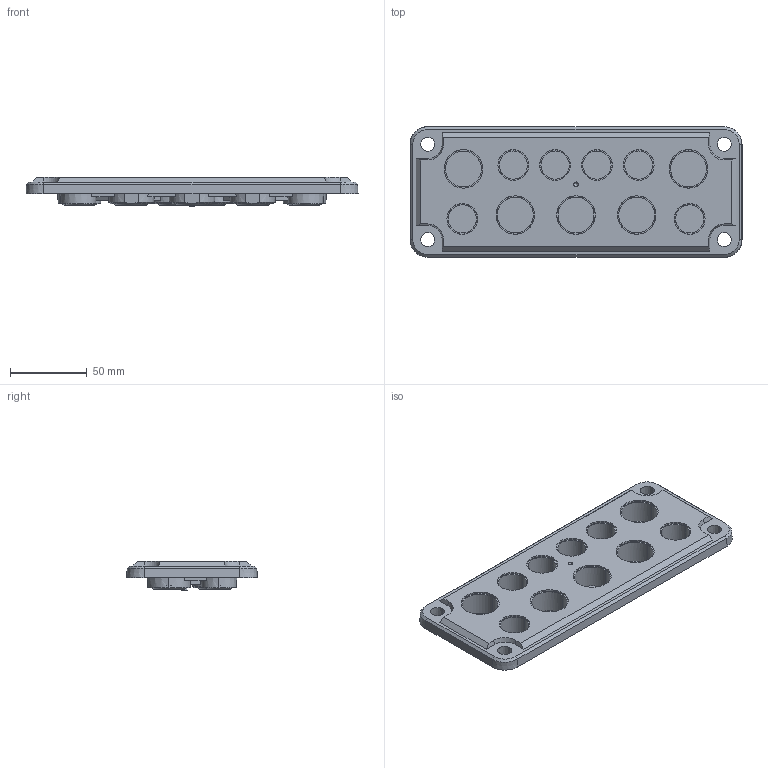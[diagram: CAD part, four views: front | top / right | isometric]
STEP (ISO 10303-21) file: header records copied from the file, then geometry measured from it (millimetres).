
FILE_DESCRIPTION (( 'STEP AP214' ), '1' );
FILE_NAME ('FIBOX MB10860.STEP', '2015-10-23T06:32:23', ( '' ), ( '' ), 'SwSTEP 2.0', 'SolidWorks 2014', '' );
FILE_SCHEMA (( 'AUTOMOTIVE_DESIGN' ));
Length unit declared in the file: millimetre
Products named in the file (1): FIBOX MB10860
Bounding box: 216 x 85 x 19 mm (x, y, z)
Volume: 93314.9 mm3; surface area: 78014.2 mm2
Topology: 1 solids, 1 shells, 364 faces, 952 edges, 638 vertices
Faces by surface type: plane 187, cone 145, cylinder 28, bspline 4
Entity records: 17829 total; most frequent: CARTESIAN_POINT 9538, ORIENTED_EDGE 1904, DIRECTION 1367, EDGE_CURVE 952, VERTEX_POINT 638, AXIS2_PLACEMENT_3D 491, B_SPLINE_CURVE_WITH_KNOTS 437, EDGE_LOOP 420
